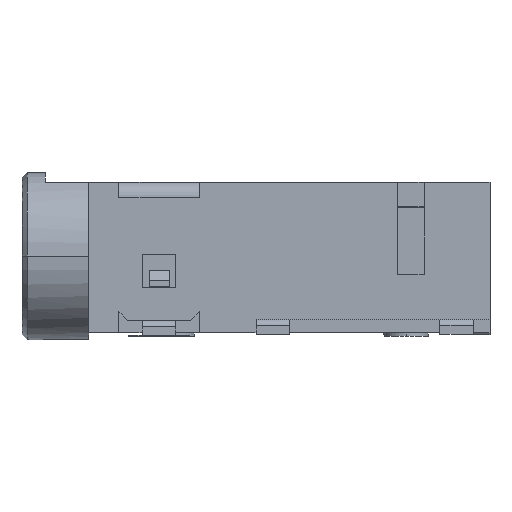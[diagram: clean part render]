
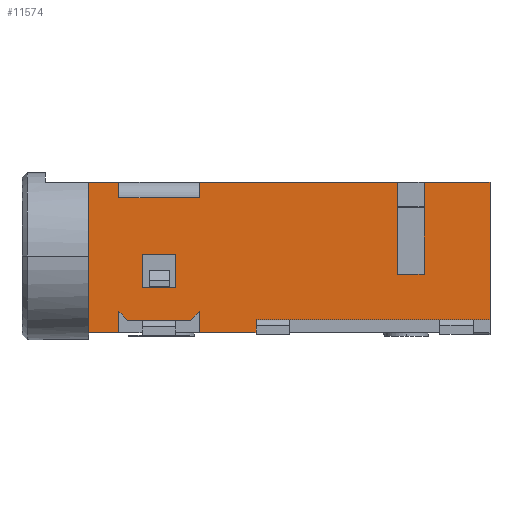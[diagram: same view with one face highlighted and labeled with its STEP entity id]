
A CAD part, front view. The second image highlights one B-rep face of the part: STEP entity #11574.
In plain terms, the highlighted planar face has unit normal (0, -1, 0).
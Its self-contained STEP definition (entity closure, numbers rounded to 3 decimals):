
#695=DIRECTION('',(1.,0.,0.));
#696=VECTOR('',#695,0.9);
#697=CARTESIAN_POINT('',(0.,6.85,0.07));
#698=LINE('',#697,#696);
#709=DIRECTION('',(1.,0.,0.));
#710=VECTOR('',#709,1.7);
#711=CARTESIAN_POINT('',(3.3,6.85,0.07));
#712=LINE('',#711,#710);
#799=DIRECTION('',(0.,0.,-1.));
#800=VECTOR('',#799,4.5);
#801=CARTESIAN_POINT('',(0.,6.85,4.57));
#802=LINE('',#801,#800);
#914=DIRECTION('',(0.,0.,-1.));
#915=VECTOR('',#914,0.63);
#916=CARTESIAN_POINT('',(3.3,6.85,0.7));
#917=LINE('',#916,#915);
#1268=DIRECTION('',(-1.,0.,0.));
#1269=VECTOR('',#1268,2.4);
#1270=CARTESIAN_POINT('',(3.3,6.85,4.12));
#1271=LINE('',#1270,#1269);
#1297=DIRECTION('',(0.,0.,1.));
#1298=VECTOR('',#1297,0.45);
#1299=CARTESIAN_POINT('',(3.3,6.85,4.12));
#1300=LINE('',#1299,#1298);
#1304=DIRECTION('',(1.,0.,0.));
#1305=VECTOR('',#1304,5.93);
#1306=CARTESIAN_POINT('',(3.3,6.85,4.57));
#1307=LINE('',#1306,#1305);
#1311=DIRECTION('',(1.,0.,0.));
#1312=VECTOR('',#1311,1.97);
#1313=CARTESIAN_POINT('',(10.03,6.85,4.57));
#1314=LINE('',#1313,#1312);
#1318=DIRECTION('',(-0.707,0.,-0.707));
#1319=VECTOR('',#1318,0.354);
#1320=CARTESIAN_POINT('',(3.3,6.85,0.7));
#1321=LINE('',#1320,#1319);
#1325=DIRECTION('',(-0.707,0.,0.707));
#1326=VECTOR('',#1325,0.354);
#1327=CARTESIAN_POINT('',(1.15,6.85,0.45));
#1328=LINE('',#1327,#1326);
#1332=DIRECTION('',(1.,0.,0.));
#1333=VECTOR('',#1332,0.9);
#1334=CARTESIAN_POINT('',(0.,6.85,4.57));
#1335=LINE('',#1334,#1333);
#1346=DIRECTION('',(0.,0.,1.));
#1347=VECTOR('',#1346,2.75);
#1348=CARTESIAN_POINT('',(9.23,6.85,1.82));
#1349=LINE('',#1348,#1347);
#1374=DIRECTION('',(0.,0.,-1.));
#1375=VECTOR('',#1374,2.75);
#1376=CARTESIAN_POINT('',(10.03,6.85,4.57));
#1377=LINE('',#1376,#1375);
#1388=DIRECTION('',(-1.,0.,0.));
#1389=VECTOR('',#1388,0.8);
#1390=CARTESIAN_POINT('',(10.03,6.85,1.82));
#1391=LINE('',#1390,#1389);
#1473=DIRECTION('',(0.,0.,1.));
#1474=VECTOR('',#1473,4.1);
#1475=CARTESIAN_POINT('',(12.,6.85,0.47));
#1476=LINE('',#1475,#1474);
#7216=DIRECTION('',(1.,0.,0.));
#7217=VECTOR('',#7216,7.);
#7218=CARTESIAN_POINT('',(5.,6.85,0.47));
#7219=LINE('',#7218,#7217);
#7245=DIRECTION('',(0.,0.,1.));
#7246=VECTOR('',#7245,0.19);
#7247=CARTESIAN_POINT('',(5.,6.85,0.28));
#7248=LINE('',#7247,#7246);
#7294=DIRECTION('',(0.,0.,1.));
#7295=VECTOR('',#7294,0.21);
#7296=CARTESIAN_POINT('',(5.,6.85,0.07));
#7297=LINE('',#7296,#7295);
#7330=DIRECTION('',(1.,0.,0.));
#7331=VECTOR('',#7330,0.45);
#7332=CARTESIAN_POINT('',(2.6,6.85,0.45));
#7333=LINE('',#7332,#7331);
#7516=DIRECTION('',(1.,0.,0.));
#7517=VECTOR('',#7516,0.45);
#7518=CARTESIAN_POINT('',(1.15,6.85,0.45));
#7519=LINE('',#7518,#7517);
#7594=DIRECTION('',(0.,0.,1.));
#7595=VECTOR('',#7594,0.63);
#7596=CARTESIAN_POINT('',(0.9,6.85,0.07));
#7597=LINE('',#7596,#7595);
#8019=DIRECTION('',(1.,0.,0.));
#8020=VECTOR('',#8019,1.);
#8021=CARTESIAN_POINT('',(1.6,6.85,0.45));
#8022=LINE('',#8021,#8020);
#8083=DIRECTION('',(0.,0.,1.));
#8084=VECTOR('',#8083,0.45);
#8085=CARTESIAN_POINT('',(0.9,6.85,4.12));
#8086=LINE('',#8085,#8084);
#8097=DIRECTION('',(0.,0.,1.));
#8098=VECTOR('',#8097,1.);
#8099=CARTESIAN_POINT('',(1.6,6.85,1.42));
#8100=LINE('',#8099,#8098);
#8111=DIRECTION('',(1.,0.,0.));
#8112=VECTOR('',#8111,1.);
#8113=CARTESIAN_POINT('',(1.6,6.85,2.42));
#8114=LINE('',#8113,#8112);
#8132=DIRECTION('',(0.,0.,-1.));
#8133=VECTOR('',#8132,1.);
#8134=CARTESIAN_POINT('',(2.6,6.85,2.42));
#8135=LINE('',#8134,#8133);
#8153=DIRECTION('',(-1.,0.,0.));
#8154=VECTOR('',#8153,1.);
#8155=CARTESIAN_POINT('',(2.6,6.85,1.42));
#8156=LINE('',#8155,#8154);
#8892=CARTESIAN_POINT('',(5.,6.85,0.47));
#8894=VERTEX_POINT('',#8892);
#8897=CARTESIAN_POINT('',(5.,6.85,0.28));
#8898=VERTEX_POINT('',#8897);
#8901=CARTESIAN_POINT('',(12.,6.85,0.47));
#8902=VERTEX_POINT('',#8901);
#8923=CARTESIAN_POINT('',(10.03,6.85,1.82));
#8924=CARTESIAN_POINT('',(9.23,6.85,1.82));
#8925=VERTEX_POINT('',#8923);
#8926=VERTEX_POINT('',#8924);
#8927=CARTESIAN_POINT('',(3.3,6.85,4.12));
#8928=CARTESIAN_POINT('',(0.9,6.85,4.12));
#8929=VERTEX_POINT('',#8927);
#8930=VERTEX_POINT('',#8928);
#8931=CARTESIAN_POINT('',(3.3,6.85,4.57));
#8932=VERTEX_POINT('',#8931);
#8933=CARTESIAN_POINT('',(9.23,6.85,4.57));
#8934=VERTEX_POINT('',#8933);
#8935=CARTESIAN_POINT('',(10.03,6.85,4.57));
#8936=VERTEX_POINT('',#8935);
#8937=CARTESIAN_POINT('',(12.,6.85,4.57));
#8938=VERTEX_POINT('',#8937);
#8939=CARTESIAN_POINT('',(5.,6.85,0.07));
#8940=VERTEX_POINT('',#8939);
#8941=CARTESIAN_POINT('',(3.3,6.85,0.07));
#8942=VERTEX_POINT('',#8941);
#8943=CARTESIAN_POINT('',(3.3,6.85,0.7));
#8944=VERTEX_POINT('',#8943);
#8945=CARTESIAN_POINT('',(3.05,6.85,0.45));
#8946=VERTEX_POINT('',#8945);
#8947=CARTESIAN_POINT('',(2.6,6.85,0.45));
#8948=VERTEX_POINT('',#8947);
#8949=CARTESIAN_POINT('',(1.6,6.85,0.45));
#8950=VERTEX_POINT('',#8949);
#8951=CARTESIAN_POINT('',(1.15,6.85,0.45));
#8952=VERTEX_POINT('',#8951);
#8953=CARTESIAN_POINT('',(0.9,6.85,0.7));
#8954=VERTEX_POINT('',#8953);
#8955=CARTESIAN_POINT('',(0.9,6.85,0.07));
#8956=VERTEX_POINT('',#8955);
#8957=CARTESIAN_POINT('',(0.,6.85,0.07));
#8958=VERTEX_POINT('',#8957);
#8959=CARTESIAN_POINT('',(0.,6.85,4.57));
#8960=VERTEX_POINT('',#8959);
#8961=CARTESIAN_POINT('',(0.9,6.85,4.57));
#8962=VERTEX_POINT('',#8961);
#8963=CARTESIAN_POINT('',(1.6,6.85,1.42));
#8964=CARTESIAN_POINT('',(1.6,6.85,2.42));
#8965=VERTEX_POINT('',#8963);
#8966=VERTEX_POINT('',#8964);
#8967=CARTESIAN_POINT('',(2.6,6.85,1.42));
#8968=VERTEX_POINT('',#8967);
#8969=CARTESIAN_POINT('',(2.6,6.85,2.42));
#8970=VERTEX_POINT('',#8969);
#11521=CARTESIAN_POINT('',(6.,6.85,2.32));
#11522=DIRECTION('',(0.,1.,0.));
#11523=DIRECTION('',(0.,0.,-1.));
#11524=AXIS2_PLACEMENT_3D('',#11521,#11522,#11523);
#11525=PLANE('',#11524);
#11526=ORIENTED_EDGE('',*,*,#11501,.F.);
#11527=ORIENTED_EDGE('',*,*,#11516,.T.);
#11528=ORIENTED_EDGE('',*,*,#11467,.T.);
#11530=ORIENTED_EDGE('',*,*,#11529,.F.);
#11532=ORIENTED_EDGE('',*,*,#11531,.F.);
#11534=ORIENTED_EDGE('',*,*,#11533,.F.);
#11535=ORIENTED_EDGE('',*,*,#11459,.T.);
#11537=ORIENTED_EDGE('',*,*,#11536,.F.);
#11539=ORIENTED_EDGE('',*,*,#11538,.F.);
#11541=ORIENTED_EDGE('',*,*,#11540,.F.);
#11543=ORIENTED_EDGE('',*,*,#11542,.F.);
#11544=ORIENTED_EDGE('',*,*,#10882,.F.);
#11545=ORIENTED_EDGE('',*,*,#11095,.F.);
#11546=ORIENTED_EDGE('',*,*,#11134,.T.);
#11548=ORIENTED_EDGE('',*,*,#11547,.F.);
#11550=ORIENTED_EDGE('',*,*,#11549,.F.);
#11552=ORIENTED_EDGE('',*,*,#11551,.F.);
#11554=ORIENTED_EDGE('',*,*,#11553,.T.);
#11556=ORIENTED_EDGE('',*,*,#11555,.F.);
#11557=ORIENTED_EDGE('',*,*,#10874,.F.);
#11558=ORIENTED_EDGE('',*,*,#10971,.F.);
#11559=ORIENTED_EDGE('',*,*,#11417,.T.);
#11561=ORIENTED_EDGE('',*,*,#11560,.F.);
#11562=EDGE_LOOP('',(#11526,#11527,#11528,#11530,#11532,#11534,#11535,#11537,
#11539,#11541,#11543,#11544,#11545,#11546,#11548,#11550,#11552,#11554,#11556,
#11557,#11558,#11559,#11561));
#11563=FACE_OUTER_BOUND('',#11562,.F.);
#11565=ORIENTED_EDGE('',*,*,#11564,.F.);
#11567=ORIENTED_EDGE('',*,*,#11566,.F.);
#11569=ORIENTED_EDGE('',*,*,#11568,.F.);
#11571=ORIENTED_EDGE('',*,*,#11570,.F.);
#11572=EDGE_LOOP('',(#11565,#11567,#11569,#11571));
#11573=FACE_BOUND('',#11572,.F.);
#11574=ADVANCED_FACE('',(#11563,#11573),#11525,.F.);
#10874=EDGE_CURVE('',#8958,#8956,#698,.T.);
#10882=EDGE_CURVE('',#8942,#8940,#712,.T.);
#10971=EDGE_CURVE('',#8960,#8958,#802,.T.);
#11095=EDGE_CURVE('',#8944,#8942,#917,.T.);
#11134=EDGE_CURVE('',#8944,#8946,#1321,.T.);
#11417=EDGE_CURVE('',#8960,#8962,#1335,.T.);
#11459=EDGE_CURVE('',#8936,#8938,#1314,.T.);
#11467=EDGE_CURVE('',#8932,#8934,#1307,.T.);
#11501=EDGE_CURVE('',#8929,#8930,#1271,.T.);
#11516=EDGE_CURVE('',#8929,#8932,#1300,.T.);
#11529=EDGE_CURVE('',#8926,#8934,#1349,.T.);
#11531=EDGE_CURVE('',#8925,#8926,#1391,.T.);
#11533=EDGE_CURVE('',#8936,#8925,#1377,.T.);
#11536=EDGE_CURVE('',#8902,#8938,#1476,.T.);
#11538=EDGE_CURVE('',#8894,#8902,#7219,.T.);
#11540=EDGE_CURVE('',#8898,#8894,#7248,.T.);
#11542=EDGE_CURVE('',#8940,#8898,#7297,.T.);
#11547=EDGE_CURVE('',#8948,#8946,#7333,.T.);
#11549=EDGE_CURVE('',#8950,#8948,#8022,.T.);
#11551=EDGE_CURVE('',#8952,#8950,#7519,.T.);
#11553=EDGE_CURVE('',#8952,#8954,#1328,.T.);
#11555=EDGE_CURVE('',#8956,#8954,#7597,.T.);
#11560=EDGE_CURVE('',#8930,#8962,#8086,.T.);
#11564=EDGE_CURVE('',#8965,#8966,#8100,.T.);
#11566=EDGE_CURVE('',#8968,#8965,#8156,.T.);
#11568=EDGE_CURVE('',#8970,#8968,#8135,.T.);
#11570=EDGE_CURVE('',#8966,#8970,#8114,.T.);
